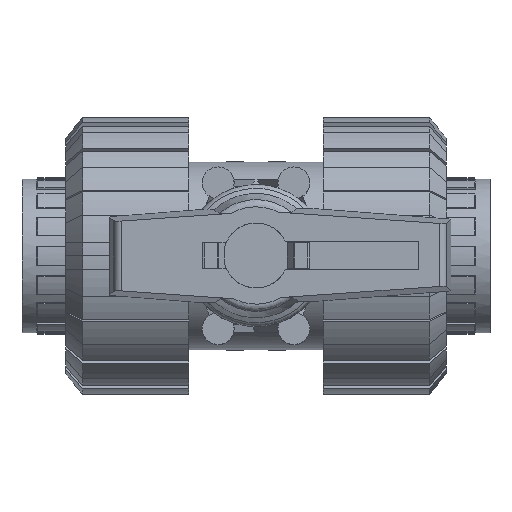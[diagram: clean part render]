
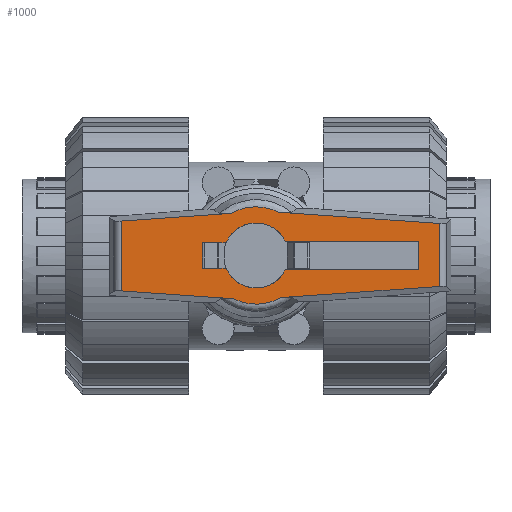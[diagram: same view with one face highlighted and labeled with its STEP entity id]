
A CAD part, top view. The second image highlights one B-rep face of the part: STEP entity #1000.
In plain terms, the highlighted planar face has unit normal (0, 0, 1).
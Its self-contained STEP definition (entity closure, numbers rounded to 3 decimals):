
#1000=ADVANCED_FACE('',(#2408,#2409),#2410,.T.);
#2408=FACE_BOUND('',#4298,.T.);
#2409=FACE_OUTER_BOUND('',#4299,.T.);
#2410=PLANE('',#4300);
#4298=EDGE_LOOP('',(#6902,#6903,#6904,#6905,#6906,#6907,#6908,#6909));
#4299=EDGE_LOOP('',(#6910,#6911,#6912,#6913,#6914,#6915,#6916,#6917));
#4300=AXIS2_PLACEMENT_3D('',#6918,#6919,#6920);
#6902=ORIENTED_EDGE('',*,*,#11995,.T.);
#6903=ORIENTED_EDGE('',*,*,#12066,.T.);
#6904=ORIENTED_EDGE('',*,*,#12163,.T.);
#6905=ORIENTED_EDGE('',*,*,#12171,.T.);
#6906=ORIENTED_EDGE('',*,*,#11977,.T.);
#6907=ORIENTED_EDGE('',*,*,#11917,.T.);
#6908=ORIENTED_EDGE('',*,*,#11908,.T.);
#6909=ORIENTED_EDGE('',*,*,#11986,.T.);
#6910=ORIENTED_EDGE('',*,*,#12127,.T.);
#6911=ORIENTED_EDGE('',*,*,#12286,.T.);
#6912=ORIENTED_EDGE('',*,*,#12217,.T.);
#6913=ORIENTED_EDGE('',*,*,#12235,.F.);
#6914=ORIENTED_EDGE('',*,*,#12152,.T.);
#6915=ORIENTED_EDGE('',*,*,#12256,.T.);
#6916=ORIENTED_EDGE('',*,*,#12205,.T.);
#6917=ORIENTED_EDGE('',*,*,#12233,.T.);
#6918=CARTESIAN_POINT('',(6.432,0.0,122.5));
#6919=DIRECTION('',(0.0,0.0,1.0));
#6920=DIRECTION('',(1.0,0.0,0.0));
#11908=EDGE_CURVE('',#14340,#14341,#14342,.T.);
#11917=EDGE_CURVE('',#14355,#14340,#14356,.T.);
#11977=EDGE_CURVE('',#14452,#14355,#14453,.T.);
#11986=EDGE_CURVE('',#14341,#14466,#14467,.T.);
#11995=EDGE_CURVE('',#14466,#14477,#14478,.T.);
#12066=EDGE_CURVE('',#14477,#14569,#14571,.T.);
#12127=EDGE_CURVE('',#14673,#14671,#14674,.T.);
#12152=EDGE_CURVE('',#14717,#14715,#14718,.T.);
#12163=EDGE_CURVE('',#14569,#14735,#14736,.T.);
#12171=EDGE_CURVE('',#14735,#14452,#14745,.T.);
#12205=EDGE_CURVE('',#14793,#14791,#14794,.T.);
#12217=EDGE_CURVE('',#14813,#14811,#14814,.T.);
#12233=EDGE_CURVE('',#14791,#14673,#14833,.T.);
#12235=EDGE_CURVE('',#14717,#14811,#14835,.T.);
#12256=EDGE_CURVE('',#14715,#14793,#14862,.T.);
#12286=EDGE_CURVE('',#14671,#14813,#14892,.T.);
#14340=VERTEX_POINT('',#17941);
#14341=VERTEX_POINT('',#17942);
#14342=LINE('',#17943,#17944);
#14355=VERTEX_POINT('',#17963);
#14356=LINE('',#17964,#17965);
#14452=VERTEX_POINT('',#18094);
#14453=CIRCLE('',#18095,8.571);
#14466=VERTEX_POINT('',#18110);
#14467=LINE('',#18111,#18112);
#14477=VERTEX_POINT('',#18127);
#14478=CIRCLE('',#18128,8.571);
#14569=VERTEX_POINT('',#18252);
#14571=LINE('',#18255,#18256);
#14671=VERTEX_POINT('',#18553);
#14673=VERTEX_POINT('',#18584);
#14674=LINE('',#18585,#18586);
#14715=VERTEX_POINT('',#18732);
#14717=VERTEX_POINT('',#18763);
#14718=LINE('',#18764,#18765);
#14735=VERTEX_POINT('',#18787);
#14736=LINE('',#18788,#18789);
#14745=LINE('',#18801,#18802);
#14791=VERTEX_POINT('',#18923);
#14793=VERTEX_POINT('',#18925);
#14794=LINE('',#18926,#18927);
#14811=VERTEX_POINT('',#18998);
#14813=VERTEX_POINT('',#19000);
#14814=LINE('',#19001,#19002);
#14833=LINE('',#19093,#19094);
#14835=LINE('',#19096,#19097);
#14862=CIRCLE('',#19194,12.863);
#14892=CIRCLE('',#19224,12.863);
#17941=CARTESIAN_POINT('',(42.917,3.75,122.5));
#17942=CARTESIAN_POINT('',(42.917,-3.75,122.5));
#17943=CARTESIAN_POINT('',(42.917,0.0,122.5));
#17944=VECTOR('',#24741,1.0);
#17963=CARTESIAN_POINT('',(7.708,3.75,122.5));
#17964=CARTESIAN_POINT('',(13.945,3.75,122.5));
#17965=VECTOR('',#24748,1.0);
#18094=CARTESIAN_POINT('',(-7.879,3.375,122.5));
#18095=AXIS2_PLACEMENT_3D('',#24836,#24837,#24838);
#18110=CARTESIAN_POINT('',(7.708,-3.75,122.5));
#18111=CARTESIAN_POINT('',(13.945,-3.75,122.5));
#18112=VECTOR('',#24853,1.0);
#18127=CARTESIAN_POINT('',(-7.879,-3.375,122.5));
#18128=AXIS2_PLACEMENT_3D('',#24859,#24860,#24861);
#18252=CARTESIAN_POINT('',(-14.217,-3.375,122.5));
#18255=CARTESIAN_POINT('',(-2.356,-3.375,122.5));
#18256=VECTOR('',#24929,1.0);
#18553=CARTESIAN_POINT('',(-5.901,-11.43,122.5));
#18584=CARTESIAN_POINT('',(-35.537,-9.357,122.5));
#18585=CARTESIAN_POINT('',(-4.089,-11.556,122.5));
#18586=VECTOR('',#24978,1.0);
#18732=CARTESIAN_POINT('',(5.901,11.43,122.5));
#18763=CARTESIAN_POINT('',(48.412,8.457,122.5));
#18764=CARTESIAN_POINT('',(27.237,9.938,122.5));
#18765=VECTOR('',#24997,1.0);
#18787=CARTESIAN_POINT('',(-14.217,3.375,122.5));
#18788=CARTESIAN_POINT('',(-14.217,5.063,122.5));
#18789=VECTOR('',#25012,1.0);
#18801=CARTESIAN_POINT('',(-2.356,3.375,122.5));
#18802=VECTOR('',#25019,1.0);
#18923=CARTESIAN_POINT('',(-35.537,9.091,122.5));
#18925=CARTESIAN_POINT('',(-6.458,11.125,122.5));
#18926=CARTESIAN_POINT('',(-3.131,11.357,122.5));
#18927=VECTOR('',#25049,1.0);
#18998=CARTESIAN_POINT('',(48.412,-8.191,122.5));
#19000=CARTESIAN_POINT('',(6.458,-11.125,122.5));
#19001=CARTESIAN_POINT('',(28.158,-9.607,122.5));
#19002=VECTOR('',#25062,1.0);
#19093=CARTESIAN_POINT('',(-35.537,13.5,122.5));
#19094=VECTOR('',#25068,1.0);
#19096=CARTESIAN_POINT('',(48.412,13.5,122.5));
#19097=VECTOR('',#25069,1.0);
#19194=AXIS2_PLACEMENT_3D('',#25090,#25091,#25092);
#19224=AXIS2_PLACEMENT_3D('',#25132,#25133,#25134);
#24741=DIRECTION('',(0.0,-1.0,0.0));
#24748=DIRECTION('',(1.0,0.0,-0.0));
#24836=CARTESIAN_POINT('',(0.0,0.0,122.5));
#24837=DIRECTION('',(0.0,0.0,-1.0));
#24838=DIRECTION('',(1.0,0.0,0.0));
#24853=DIRECTION('',(-1.0,0.0,0.0));
#24859=CARTESIAN_POINT('',(0.0,0.0,122.5));
#24860=DIRECTION('',(0.0,0.0,-1.0));
#24861=DIRECTION('',(1.0,0.0,0.0));
#24929=DIRECTION('',(-1.0,0.0,0.0));
#24978=DIRECTION('',(0.998,-0.07,0.0));
#24997=DIRECTION('',(-0.998,0.07,0.0));
#25012=DIRECTION('',(0.0,1.0,-0.0));
#25019=DIRECTION('',(1.0,0.0,0.0));
#25049=DIRECTION('',(-0.998,-0.07,0.0));
#25062=DIRECTION('',(0.998,0.07,-0.0));
#25068=DIRECTION('',(0.0,-1.0,0.0));
#25069=DIRECTION('',(0.0,-1.0,0.0));
#25090=CARTESIAN_POINT('',(0.0,0.0,122.5));
#25091=DIRECTION('',(0.0,0.0,1.0));
#25092=DIRECTION('',(1.0,0.0,0.0));
#25132=CARTESIAN_POINT('',(0.0,0.0,122.5));
#25133=DIRECTION('',(0.0,0.0,1.0));
#25134=DIRECTION('',(1.0,0.0,0.0));
